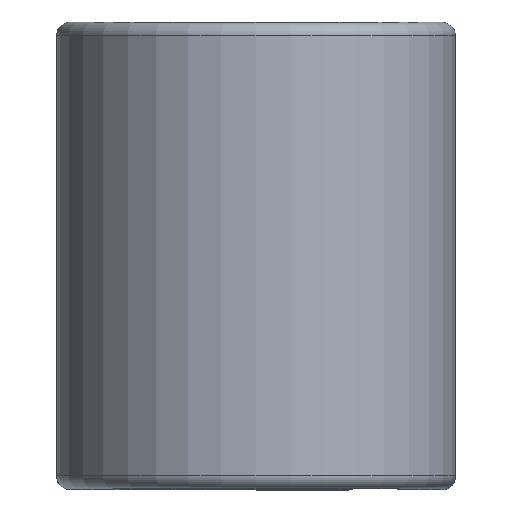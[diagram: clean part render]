
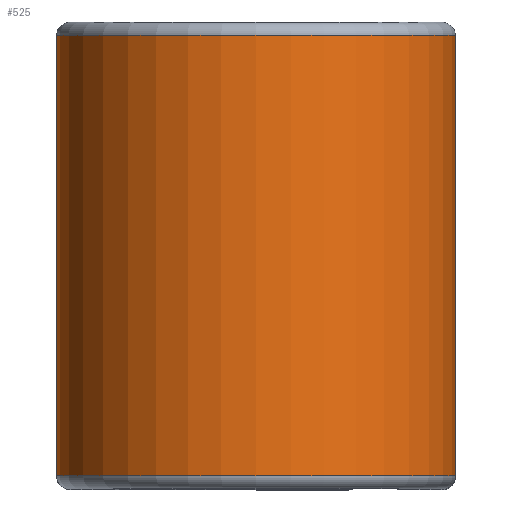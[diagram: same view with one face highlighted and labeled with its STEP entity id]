
A CAD part, top view. The second image highlights one B-rep face of the part: STEP entity #525.
In plain terms, the highlighted cylindrical face has radius 11.532 mm (diameter 23.063 mm), a partial arc.
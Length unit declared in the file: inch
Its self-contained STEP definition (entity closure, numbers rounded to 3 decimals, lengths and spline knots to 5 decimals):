
#241 = ORIENTED_EDGE ( 'NONE', *, *, #1013, .T. ) ;
#280 = CARTESIAN_POINT ( 'NONE',  ( 0.454, -0.50125, 0.687 ) ) ;
#344 = CYLINDRICAL_SURFACE ( 'NONE', #740, 0.454 ) ;
#403 = CARTESIAN_POINT ( 'NONE',  ( 0., 0.5, 0.687 ) ) ;
#442 = CARTESIAN_POINT ( 'NONE',  ( -0.454, -0.50125, 0.687 ) ) ;
#525 = ADVANCED_FACE ( 'NONE', ( #1870 ), #344, .T. ) ;
#569 = CARTESIAN_POINT ( 'NONE',  ( 0., -0.50125, 0.687 ) ) ;
#591 = CARTESIAN_POINT ( 'NONE',  ( 0.454, 0.50125, 0.687 ) ) ;
#623 = CARTESIAN_POINT ( 'NONE',  ( 0.454, 0.50125, 0.687 ) ) ;
#631 = ORIENTED_EDGE ( 'NONE', *, *, #1105, .F. ) ;
#634 = DIRECTION ( 'NONE',  ( 0., -1., 0. ) ) ;
#705 = DIRECTION ( 'NONE',  ( 0., 1., 0. ) ) ;
#730 = CIRCLE ( 'NONE', #1862, 0.454 ) ;
#737 = VERTEX_POINT ( 'NONE', #623 ) ;
#740 = AXIS2_PLACEMENT_3D ( 'NONE', #403, #634, #1794 ) ;
#748 = ORIENTED_EDGE ( 'NONE', *, *, #2786, .T. ) ;
#749 = LINE ( 'NONE', #2080, #1970 ) ;
#753 = EDGE_CURVE ( 'NONE', #2612, #1965, #749, .T. ) ;
#796 = DIRECTION ( 'NONE',  ( 0., 0., -1. ) ) ;
#804 = DIRECTION ( 'NONE',  ( 0., 1., 0. ) ) ;
#1013 = EDGE_CURVE ( 'NONE', #737, #1965, #730, .T. ) ;
#1022 = AXIS2_PLACEMENT_3D ( 'NONE', #569, #2171, #796 ) ;
#1105 = EDGE_CURVE ( 'NONE', #1704, #2612, #1223, .T. ) ;
#1223 = CIRCLE ( 'NONE', #1022, 0.454 ) ;
#1231 = CARTESIAN_POINT ( 'NONE',  ( 0., 0.50125, 0.687 ) ) ;
#1459 = DIRECTION ( 'NONE',  ( 0., 0., -1. ) ) ;
#1527 = CARTESIAN_POINT ( 'NONE',  ( -0.454, 0.50125, 0.687 ) ) ;
#1704 = VERTEX_POINT ( 'NONE', #280 ) ;
#1776 = VECTOR ( 'NONE', #804, 39.37008 ) ;
#1794 = DIRECTION ( 'NONE',  ( 0., 0., -1. ) ) ;
#1833 = ORIENTED_EDGE ( 'NONE', *, *, #753, .F. ) ;
#1862 = AXIS2_PLACEMENT_3D ( 'NONE', #1231, #2864, #1459 ) ;
#1870 = FACE_OUTER_BOUND ( 'NONE', #2757, .T. ) ;
#1965 = VERTEX_POINT ( 'NONE', #1527 ) ;
#1970 = VECTOR ( 'NONE', #705, 39.37008 ) ;
#2080 = CARTESIAN_POINT ( 'NONE',  ( -0.454, 0.50125, 0.687 ) ) ;
#2171 = DIRECTION ( 'NONE',  ( 0., -1., 0. ) ) ;
#2612 = VERTEX_POINT ( 'NONE', #442 ) ;
#2757 = EDGE_LOOP ( 'NONE', ( #748, #241, #1833, #631 ) ) ;
#2786 = EDGE_CURVE ( 'NONE', #1704, #737, #3022, .T. ) ;
#2864 = DIRECTION ( 'NONE',  ( 0., -1., 0. ) ) ;
#3022 = LINE ( 'NONE', #591, #1776 ) ;
